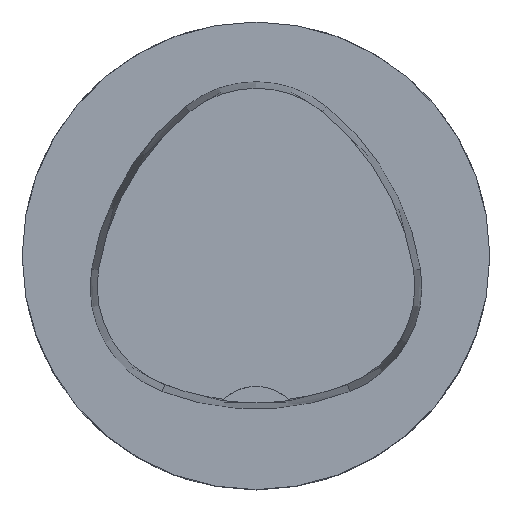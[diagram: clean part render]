
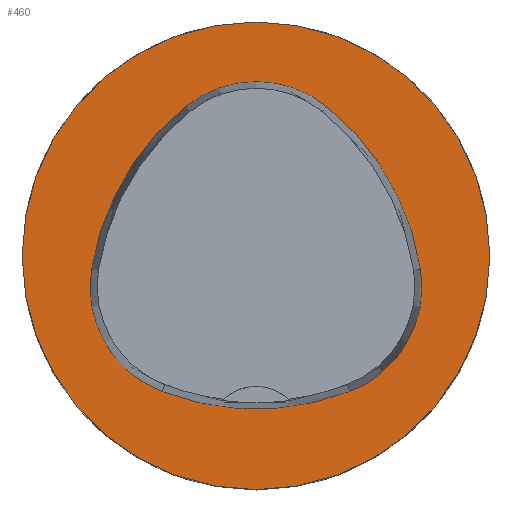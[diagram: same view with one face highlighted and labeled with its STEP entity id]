
A CAD part, top view. The second image highlights one B-rep face of the part: STEP entity #460.
In plain terms, the highlighted planar face has unit normal (0, 0, 1).
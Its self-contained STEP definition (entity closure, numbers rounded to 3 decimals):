
#230=PLANE('',#4785);
#347=FACE_BOUND('',#1019,.T.);
#348=FACE_BOUND('',#1020,.T.);
#460=ADVANCED_FACE('',(#347,#348),#230,.T.);
#1019=EDGE_LOOP('',(#2284,#2285,#2286,#2287,#2288,#2289));
#1020=EDGE_LOOP('',(#2290));
#1296=CIRCLE('',#4757,25.);
#1297=CIRCLE('',#4763,28.);
#1299=CIRCLE('',#4766,12.);
#1301=CIRCLE('',#4769,28.);
#1303=CIRCLE('',#4772,12.);
#1307=CIRCLE('',#4777,28.);
#1309=CIRCLE('',#4780,12.);
#2284=ORIENTED_EDGE('',*,*,#3962,.T.);
#2285=ORIENTED_EDGE('',*,*,#3942,.T.);
#2286=ORIENTED_EDGE('',*,*,#3946,.T.);
#2287=ORIENTED_EDGE('',*,*,#3949,.T.);
#2288=ORIENTED_EDGE('',*,*,#3952,.T.);
#2289=ORIENTED_EDGE('',*,*,#3960,.T.);
#2290=ORIENTED_EDGE('',*,*,#3933,.F.);
#3482=VERTEX_POINT('',#7133);
#3491=VERTEX_POINT('',#7152);
#3492=VERTEX_POINT('',#7153);
#3495=VERTEX_POINT('',#7161);
#3497=VERTEX_POINT('',#7167);
#3499=VERTEX_POINT('',#7173);
#3506=VERTEX_POINT('',#7194);
#3933=EDGE_CURVE('',#3482,#3482,#1296,.T.);
#3942=EDGE_CURVE('',#3491,#3492,#1297,.T.);
#3946=EDGE_CURVE('',#3492,#3495,#1299,.T.);
#3949=EDGE_CURVE('',#3495,#3497,#1301,.T.);
#3952=EDGE_CURVE('',#3497,#3499,#1303,.T.);
#3960=EDGE_CURVE('',#3499,#3506,#1307,.T.);
#3962=EDGE_CURVE('',#3506,#3491,#1309,.T.);
#4757=AXIS2_PLACEMENT_3D('',#7132,#5380,#5381);
#4763=AXIS2_PLACEMENT_3D('',#7151,#5396,#5397);
#4766=AXIS2_PLACEMENT_3D('',#7160,#5404,#5405);
#4769=AXIS2_PLACEMENT_3D('',#7166,#5411,#5412);
#4772=AXIS2_PLACEMENT_3D('',#7172,#5418,#5419);
#4777=AXIS2_PLACEMENT_3D('',#7195,#5430,#5431);
#4780=AXIS2_PLACEMENT_3D('',#7198,#5436,#5437);
#4785=AXIS2_PLACEMENT_3D('',#7203,#5446,#5447);
#5380=DIRECTION('',(0.,0.,-1.));
#5381=DIRECTION('',(-1.,0.,0.));
#5396=DIRECTION('',(0.,0.,-1.));
#5397=DIRECTION('',(-1.,0.,0.));
#5404=DIRECTION('',(0.,0.,-1.));
#5405=DIRECTION('',(-1.,0.,0.));
#5411=DIRECTION('',(0.,0.,-1.));
#5412=DIRECTION('',(-1.,0.,0.));
#5418=DIRECTION('',(0.,0.,-1.));
#5419=DIRECTION('',(-1.,0.,0.));
#5430=DIRECTION('',(0.,0.,-1.));
#5431=DIRECTION('',(-1.,0.,0.));
#5436=DIRECTION('',(0.,0.,-1.));
#5437=DIRECTION('',(-1.,0.,0.));
#5446=DIRECTION('',(0.,0.,1.));
#5447=DIRECTION('',(1.,0.,0.));
#7132=CARTESIAN_POINT('',(0.,0.,0.));
#7133=CARTESIAN_POINT('',(-25.,0.,0.));
#7151=CARTESIAN_POINT('',(10.068,-5.824,0.));
#7152=CARTESIAN_POINT('',(-17.584,-1.424,0.));
#7153=CARTESIAN_POINT('',(-7.531,15.953,0.));
#7160=CARTESIAN_POINT('',(0.011,6.62,0.));
#7161=CARTESIAN_POINT('',(7.567,15.942,0.));
#7166=CARTESIAN_POINT('',(-10.063,-5.81,0.));
#7167=CARTESIAN_POINT('',(17.59,-1.418,0.));
#7172=CARTESIAN_POINT('',(5.739,-3.3,0.));
#7173=CARTESIAN_POINT('',(10.05,-14.499,0.));
#7194=CARTESIAN_POINT('',(-10.025,-14.516,0.));
#7195=CARTESIAN_POINT('',(-0.01,11.631,0.));
#7198=CARTESIAN_POINT('',(-5.733,-3.31,0.));
#7203=CARTESIAN_POINT('',(0.,0.,0.));
